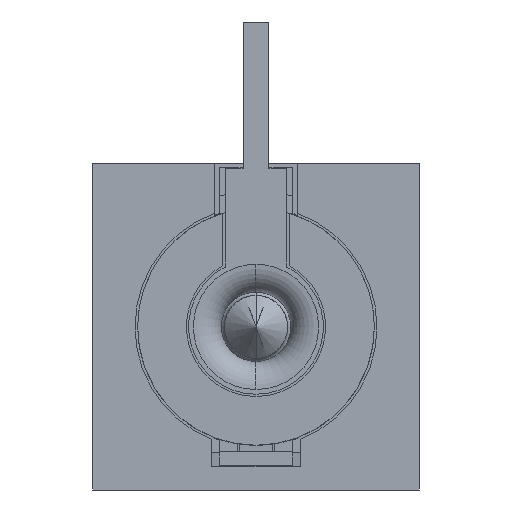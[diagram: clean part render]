
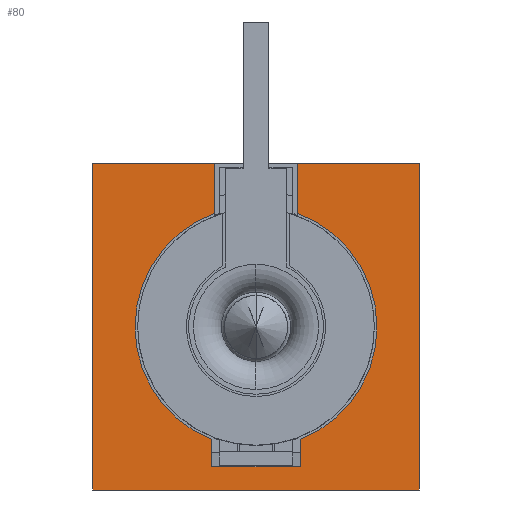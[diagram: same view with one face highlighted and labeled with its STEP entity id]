
A CAD part, left-side view. The second image highlights one B-rep face of the part: STEP entity #80.
In plain terms, the highlighted planar face has unit normal (-1, 0, 0).
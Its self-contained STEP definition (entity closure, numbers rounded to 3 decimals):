
#80=ADVANCED_FACE('',(#327),#328,.T.);
#327=FACE_OUTER_BOUND('',#759,.T.);
#328=PLANE('',#760);
#759=EDGE_LOOP('',(#1465,#1466,#1467,#1468,#1469,#1470,#1471,#1472,#1473,#1474,#1475,#1476,#1477,#1478));
#760=AXIS2_PLACEMENT_3D('',#1479,#1480,#1481);
#1465=ORIENTED_EDGE('',*,*,#3094,.T.);
#1466=ORIENTED_EDGE('',*,*,#3147,.T.);
#1467=ORIENTED_EDGE('',*,*,#3061,.T.);
#1468=ORIENTED_EDGE('',*,*,#3148,.T.);
#1469=ORIENTED_EDGE('',*,*,#3084,.T.);
#1470=ORIENTED_EDGE('',*,*,#3146,.T.);
#1471=ORIENTED_EDGE('',*,*,#3149,.T.);
#1472=ORIENTED_EDGE('',*,*,#2958,.T.);
#1473=ORIENTED_EDGE('',*,*,#3150,.T.);
#1474=ORIENTED_EDGE('',*,*,#3151,.T.);
#1475=ORIENTED_EDGE('',*,*,#3152,.F.);
#1476=ORIENTED_EDGE('',*,*,#2952,.T.);
#1477=ORIENTED_EDGE('',*,*,#3153,.T.);
#1478=ORIENTED_EDGE('',*,*,#3154,.F.);
#1479=CARTESIAN_POINT('',(-27.051,0.0,0.0));
#1480=DIRECTION('',(-1.0,0.0,0.0));
#1481=DIRECTION('',(0.0,0.0,1.0));
#2952=EDGE_CURVE('',#3555,#3552,#3556,.T.);
#2958=EDGE_CURVE('',#3561,#3565,#3567,.T.);
#3061=EDGE_CURVE('',#3764,#3762,#3765,.T.);
#3084=EDGE_CURVE('',#3804,#3802,#3805,.T.);
#3094=EDGE_CURVE('',#3823,#3821,#3824,.T.);
#3146=EDGE_CURVE('',#3802,#3914,#3916,.T.);
#3147=EDGE_CURVE('',#3821,#3764,#3917,.T.);
#3148=EDGE_CURVE('',#3762,#3804,#3918,.T.);
#3149=EDGE_CURVE('',#3914,#3561,#3919,.T.);
#3150=EDGE_CURVE('',#3565,#3920,#3921,.T.);
#3151=EDGE_CURVE('',#3920,#3922,#3923,.T.);
#3152=EDGE_CURVE('',#3555,#3922,#3924,.T.);
#3153=EDGE_CURVE('',#3552,#3925,#3926,.T.);
#3154=EDGE_CURVE('',#3823,#3925,#3927,.T.);
#3552=VERTEX_POINT('',#4530);
#3555=VERTEX_POINT('',#4534);
#3556=CIRCLE('',#4535,4.635);
#3561=VERTEX_POINT('',#4541);
#3565=VERTEX_POINT('',#4546);
#3567=CIRCLE('',#4549,4.635);
#3762=VERTEX_POINT('',#4845);
#3764=VERTEX_POINT('',#4848);
#3765=LINE('',#4849,#4850);
#3802=VERTEX_POINT('',#4906);
#3804=VERTEX_POINT('',#4909);
#3805=LINE('',#4910,#4911);
#3821=VERTEX_POINT('',#4935);
#3823=VERTEX_POINT('',#4938);
#3824=LINE('',#4939,#4940);
#3914=VERTEX_POINT('',#5110);
#3916=LINE('',#5113,#5114);
#3917=LINE('',#5115,#5116);
#3918=LINE('',#5117,#5118);
#3919=CIRCLE('',#5119,4.635);
#3920=VERTEX_POINT('',#5120);
#3921=LINE('',#5121,#5122);
#3922=VERTEX_POINT('',#5123);
#3923=LINE('',#5124,#5125);
#3924=LINE('',#5126,#5127);
#3925=VERTEX_POINT('',#5128);
#3926=CIRCLE('',#5129,4.635);
#3927=LINE('',#5130,#5131);
#4530=CARTESIAN_POINT('',(-27.051,4.635,0.));
#4534=CARTESIAN_POINT('',(-27.051,1.7,-4.312));
#4535=AXIS2_PLACEMENT_3D('',#6145,#6146,#6147);
#4541=CARTESIAN_POINT('',(-27.051,-4.635,0.));
#4546=CARTESIAN_POINT('',(-27.051,-1.7,-4.312));
#4549=AXIS2_PLACEMENT_3D('',#6157,#6158,#6159);
#4845=CARTESIAN_POINT('',(-27.051,-6.248,-6.248));
#4848=CARTESIAN_POINT('',(-27.051,6.248,-6.248));
#4849=CARTESIAN_POINT('',(-27.051,6.248,-6.248));
#4850=VECTOR('',#6362,12.497);
#4906=CARTESIAN_POINT('',(-27.051,-1.59,6.248));
#4909=CARTESIAN_POINT('',(-27.051,-6.248,6.248));
#4910=CARTESIAN_POINT('',(-27.051,-6.248,6.248));
#4911=VECTOR('',#6389,4.658);
#4935=CARTESIAN_POINT('',(-27.051,6.248,6.248));
#4938=CARTESIAN_POINT('',(-27.051,1.59,6.248));
#4939=CARTESIAN_POINT('',(-27.051,1.59,6.248));
#4940=VECTOR('',#6399,4.658);
#5110=CARTESIAN_POINT('',(-27.051,-1.59,4.354));
#5113=CARTESIAN_POINT('',(-27.051,-1.59,6.248));
#5114=VECTOR('',#6477,1.895);
#5115=CARTESIAN_POINT('',(-27.051,6.248,6.248));
#5116=VECTOR('',#6478,12.497);
#5117=CARTESIAN_POINT('',(-27.051,-6.248,-6.248));
#5118=VECTOR('',#6479,12.497);
#5119=AXIS2_PLACEMENT_3D('',#6480,#6481,#6482);
#5120=CARTESIAN_POINT('',(-27.051,-1.7,-5.36));
#5121=CARTESIAN_POINT('',(-27.051,-1.7,-4.312));
#5122=VECTOR('',#6483,1.048);
#5123=CARTESIAN_POINT('',(-27.051,1.7,-5.36));
#5124=CARTESIAN_POINT('',(-27.051,-1.7,-5.36));
#5125=VECTOR('',#6484,3.4);
#5126=CARTESIAN_POINT('',(-27.051,1.7,-4.312));
#5127=VECTOR('',#6485,1.048);
#5128=CARTESIAN_POINT('',(-27.051,1.59,4.354));
#5129=AXIS2_PLACEMENT_3D('',#6486,#6487,#6488);
#5130=CARTESIAN_POINT('',(-27.051,1.59,6.248));
#5131=VECTOR('',#6489,1.895);
#6145=CARTESIAN_POINT('',(-27.051,0.0,0.0));
#6146=DIRECTION('',(1.0,0.0,0.0));
#6147=DIRECTION('',(0.0,0.367,-0.93));
#6157=CARTESIAN_POINT('',(-27.051,0.0,0.0));
#6158=DIRECTION('',(1.0,0.0,0.0));
#6159=DIRECTION('',(0.0,-0.343,0.939));
#6362=DIRECTION('',(0.0,-1.0,0.0));
#6389=DIRECTION('',(0.0,1.0,0.0));
#6399=DIRECTION('',(0.0,1.0,0.0));
#6477=DIRECTION('',(0.0,0.0,-1.0));
#6478=DIRECTION('',(0.0,0.0,-1.0));
#6479=DIRECTION('',(0.0,0.0,1.0));
#6480=CARTESIAN_POINT('',(-27.051,0.0,0.0));
#6481=DIRECTION('',(1.0,0.0,0.0));
#6482=DIRECTION('',(0.0,-0.343,0.939));
#6483=DIRECTION('',(0.0,0.0,-1.0));
#6484=DIRECTION('',(0.0,1.0,0.0));
#6485=DIRECTION('',(0.0,0.0,-1.0));
#6486=CARTESIAN_POINT('',(-27.051,0.0,0.0));
#6487=DIRECTION('',(1.0,0.0,0.0));
#6488=DIRECTION('',(0.0,0.367,-0.93));
#6489=DIRECTION('',(0.0,0.0,-1.0));
